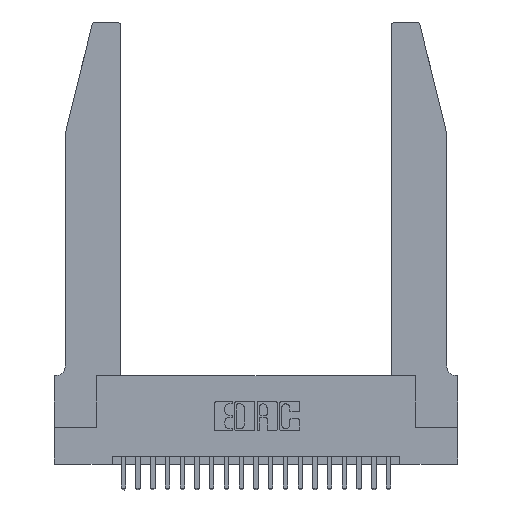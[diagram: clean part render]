
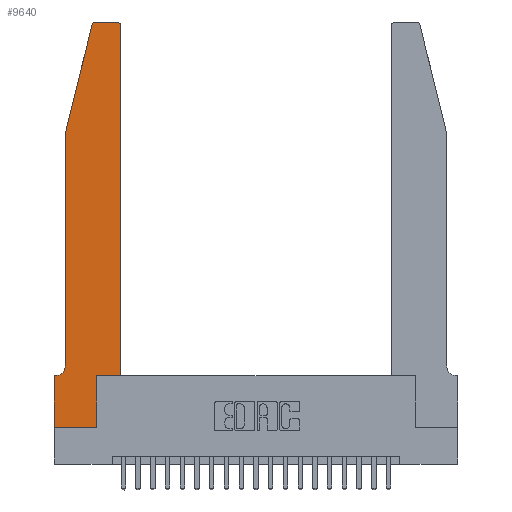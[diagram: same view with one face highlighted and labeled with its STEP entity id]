
A CAD part, top view. The second image highlights one B-rep face of the part: STEP entity #9640.
In plain terms, the highlighted planar face has unit normal (0, 0, 1).
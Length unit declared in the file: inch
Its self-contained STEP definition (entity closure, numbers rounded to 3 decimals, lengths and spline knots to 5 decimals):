
#291 = AXIS2_PLACEMENT_3D ( 'NONE', #18736, #19285, #15861 ) ;
#426 = FACE_OUTER_BOUND ( 'NONE', #3232, .T. ) ;
#543 = VERTEX_POINT ( 'NONE', #15354 ) ;
#738 = VERTEX_POINT ( 'NONE', #9965 ) ;
#1166 = VERTEX_POINT ( 'NONE', #18751 ) ;
#1398 = CARTESIAN_POINT ( 'NONE',  ( 0., 0., 0.37 ) ) ;
#1609 = DIRECTION ( 'NONE',  ( 0., 0., 1. ) ) ;
#1889 = VERTEX_POINT ( 'NONE', #10440 ) ;
#2682 = CIRCLE ( 'NONE', #291, 0.07 ) ;
#3028 = ORIENTED_EDGE ( 'NONE', *, *, #9731, .T. ) ;
#3064 = DIRECTION ( 'NONE',  ( 0., 1., 0. ) ) ;
#3139 = EDGE_CURVE ( 'NONE', #1889, #8253, #9977, .T. ) ;
#3232 = EDGE_LOOP ( 'NONE', ( #22854, #22140, #8413, #22373, #3028, #9213, #20738, #10694, #4512, #8760, #7853, #18752 ) ) ;
#3720 = VECTOR ( 'NONE', #10830, 39.37008 ) ;
#3861 = AXIS2_PLACEMENT_3D ( 'NONE', #13407, #15146, #14095 ) ;
#3992 = CARTESIAN_POINT ( 'NONE',  ( 0.2865, 0.35, 0.37 ) ) ;
#4004 = CARTESIAN_POINT ( 'NONE',  ( 0.2605, 2.75, 0.37 ) ) ;
#4307 = CIRCLE ( 'NONE', #3861, 0.03 ) ;
#4512 = ORIENTED_EDGE ( 'NONE', *, *, #12556, .T. ) ;
#4514 = VECTOR ( 'NONE', #13215, 39.37008 ) ;
#4612 = CARTESIAN_POINT ( 'NONE',  ( 0., 0., 0.37 ) ) ;
#4802 = CARTESIAN_POINT ( 'NONE',  ( 0.4505, 0.35, 0.37 ) ) ;
#5674 = CARTESIAN_POINT ( 'NONE',  ( 0., 0.35, 0.37 ) ) ;
#6012 = CARTESIAN_POINT ( 'NONE',  ( 0., 0.35, 0.37 ) ) ;
#6049 = VECTOR ( 'NONE', #17880, 39.37008 ) ;
#6140 = VECTOR ( 'NONE', #3064, 39.37008 ) ;
#6200 = CARTESIAN_POINT ( 'NONE',  ( 0.4205, 2.75, 0.37 ) ) ;
#6435 = VERTEX_POINT ( 'NONE', #3992 ) ;
#6809 = VECTOR ( 'NONE', #11552, 39.37008 ) ;
#7262 = CARTESIAN_POINT ( 'NONE',  ( 0., 0., 0.37 ) ) ;
#7310 = DIRECTION ( 'NONE',  ( -0.239, -0.971, 0. ) ) ;
#7437 = EDGE_CURVE ( 'NONE', #20032, #738, #22498, .T. ) ;
#7676 = EDGE_CURVE ( 'NONE', #20762, #1166, #9536, .T. ) ;
#7689 = VERTEX_POINT ( 'NONE', #14351 ) ;
#7816 = EDGE_CURVE ( 'NONE', #9958, #9072, #13924, .T. ) ;
#7853 = ORIENTED_EDGE ( 'NONE', *, *, #7816, .T. ) ;
#7930 = LINE ( 'NONE', #4802, #6809 ) ;
#8253 = VERTEX_POINT ( 'NONE', #5674 ) ;
#8369 = EDGE_CURVE ( 'NONE', #8253, #20762, #12393, .T. ) ;
#8413 = ORIENTED_EDGE ( 'NONE', *, *, #16311, .T. ) ;
#8705 = CARTESIAN_POINT ( 'NONE',  ( 0.4505, 0.35, 0.37 ) ) ;
#8760 = ORIENTED_EDGE ( 'NONE', *, *, #22130, .T. ) ;
#9072 = VERTEX_POINT ( 'NONE', #11125 ) ;
#9188 = CARTESIAN_POINT ( 'NONE',  ( 0.0755, 0.35, 0.37 ) ) ;
#9213 = ORIENTED_EDGE ( 'NONE', *, *, #3139, .T. ) ;
#9536 = LINE ( 'NONE', #7262, #3720 ) ;
#9640 = ADVANCED_FACE ( 'NONE', ( #426 ), #18189, .T. ) ;
#9731 = EDGE_CURVE ( 'NONE', #738, #1889, #2682, .T. ) ;
#9958 = VERTEX_POINT ( 'NONE', #8705 ) ;
#9965 = CARTESIAN_POINT ( 'NONE',  ( 0.0755, 0.42, 0.37 ) ) ;
#9977 = LINE ( 'NONE', #9188, #21040 ) ;
#10277 = EDGE_CURVE ( 'NONE', #543, #7689, #4307, .T. ) ;
#10440 = CARTESIAN_POINT ( 'NONE',  ( 0.0055, 0.35, 0.37 ) ) ;
#10694 = ORIENTED_EDGE ( 'NONE', *, *, #7676, .T. ) ;
#10830 = DIRECTION ( 'NONE',  ( 1., 0., 0. ) ) ;
#11125 = CARTESIAN_POINT ( 'NONE',  ( 0.4505, 2.72, 0.37 ) ) ;
#11185 = DIRECTION ( 'NONE',  ( 0., -1., 0. ) ) ;
#11202 = DIRECTION ( 'NONE',  ( 1., 0., 0. ) ) ;
#11552 = DIRECTION ( 'NONE',  ( 1., 0., 0. ) ) ;
#11760 = AXIS2_PLACEMENT_3D ( 'NONE', #22518, #1609, #22836 ) ;
#11997 = EDGE_CURVE ( 'NONE', #9072, #19512, #15549, .T. ) ;
#12393 = LINE ( 'NONE', #1398, #14279 ) ;
#12465 = LINE ( 'NONE', #18888, #22404 ) ;
#12556 = EDGE_CURVE ( 'NONE', #1166, #6435, #12768, .T. ) ;
#12768 = LINE ( 'NONE', #22747, #6140 ) ;
#12883 = DIRECTION ( 'NONE',  ( 0., 0., 1. ) ) ;
#13134 = CARTESIAN_POINT ( 'NONE',  ( 0.4505, 0.35, 0.37 ) ) ;
#13215 = DIRECTION ( 'NONE',  ( 0., 1., 0. ) ) ;
#13407 = CARTESIAN_POINT ( 'NONE',  ( 0.284, 2.72, 0.37 ) ) ;
#13924 = LINE ( 'NONE', #13134, #4514 ) ;
#14095 = DIRECTION ( 'NONE',  ( 1., 0., 0. ) ) ;
#14279 = VECTOR ( 'NONE', #19037, 39.37008 ) ;
#14301 = EDGE_CURVE ( 'NONE', #19512, #543, #16244, .T. ) ;
#14351 = CARTESIAN_POINT ( 'NONE',  ( 0.25487, 2.72718, 0.37 ) ) ;
#15146 = DIRECTION ( 'NONE',  ( 0., 0., 1. ) ) ;
#15354 = CARTESIAN_POINT ( 'NONE',  ( 0.284, 2.75, 0.37 ) ) ;
#15549 = CIRCLE ( 'NONE', #11760, 0.03 ) ;
#15861 = DIRECTION ( 'NONE',  ( -1., 0., 0. ) ) ;
#16244 = LINE ( 'NONE', #4004, #6049 ) ;
#16311 = EDGE_CURVE ( 'NONE', #7689, #20032, #12465, .T. ) ;
#17880 = DIRECTION ( 'NONE',  ( -1., 0., 0. ) ) ;
#18032 = AXIS2_PLACEMENT_3D ( 'NONE', #6012, #12883, #11202 ) ;
#18189 = PLANE ( 'NONE',  #18032 ) ;
#18470 = CARTESIAN_POINT ( 'NONE',  ( 0.0755, 2., 0.37 ) ) ;
#18736 = CARTESIAN_POINT ( 'NONE',  ( 0.0055, 0.42, 0.37 ) ) ;
#18751 = CARTESIAN_POINT ( 'NONE',  ( 0.2865, 0., 0.37 ) ) ;
#18752 = ORIENTED_EDGE ( 'NONE', *, *, #11997, .T. ) ;
#18888 = CARTESIAN_POINT ( 'NONE',  ( 0.0755, 2., 0.37 ) ) ;
#19037 = DIRECTION ( 'NONE',  ( 0., -1., 0. ) ) ;
#19149 = VECTOR ( 'NONE', #11185, 39.37008 ) ;
#19285 = DIRECTION ( 'NONE',  ( 0., 0., -1. ) ) ;
#19512 = VERTEX_POINT ( 'NONE', #6200 ) ;
#20032 = VERTEX_POINT ( 'NONE', #21799 ) ;
#20262 = DIRECTION ( 'NONE',  ( -1., 0., 0. ) ) ;
#20738 = ORIENTED_EDGE ( 'NONE', *, *, #8369, .T. ) ;
#20762 = VERTEX_POINT ( 'NONE', #4612 ) ;
#21040 = VECTOR ( 'NONE', #20262, 39.37008 ) ;
#21799 = CARTESIAN_POINT ( 'NONE',  ( 0.0755, 2., 0.37 ) ) ;
#22130 = EDGE_CURVE ( 'NONE', #6435, #9958, #7930, .T. ) ;
#22140 = ORIENTED_EDGE ( 'NONE', *, *, #10277, .T. ) ;
#22373 = ORIENTED_EDGE ( 'NONE', *, *, #7437, .T. ) ;
#22404 = VECTOR ( 'NONE', #7310, 39.37008 ) ;
#22498 = LINE ( 'NONE', #18470, #19149 ) ;
#22518 = CARTESIAN_POINT ( 'NONE',  ( 0.4205, 2.72, 0.37 ) ) ;
#22747 = CARTESIAN_POINT ( 'NONE',  ( 0.2865, 0.35, 0.37 ) ) ;
#22836 = DIRECTION ( 'NONE',  ( 1., 0., 0. ) ) ;
#22854 = ORIENTED_EDGE ( 'NONE', *, *, #14301, .T. ) ;
